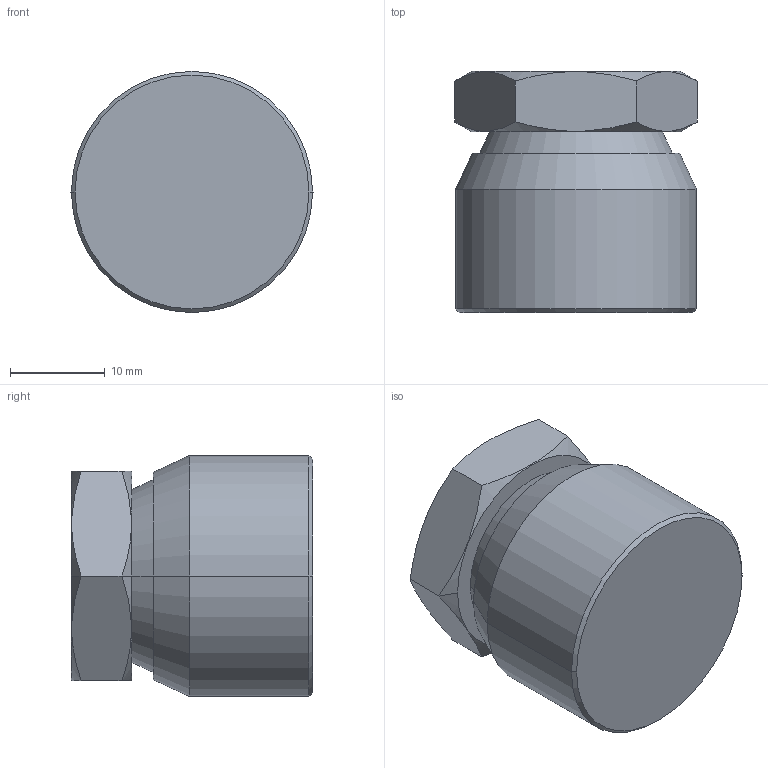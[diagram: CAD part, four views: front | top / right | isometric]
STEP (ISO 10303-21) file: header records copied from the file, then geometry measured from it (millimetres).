
FILE_DESCRIPTION((''),'2;1');
FILE_NAME('ILC66066200','2005-06-28T',('KR'),(''),'PRO/ENGINEER BY PARAMETRIC TECHNOLOGY CORPORATION, 2004290','PRO/ENGINEER BY PARAMETRIC TECHNOLOGY CORPORATION, 2004290','');
FILE_SCHEMA(('AUTOMOTIVE_DESIGN_CC2 { 1 2 10303 214 -1 1 5 2 }'));
Length unit declared in the file: inch
Products named in the file (1): ILC66066200
Bounding box: 25.52 x 25.4 x 25.4 mm (x, y, z)
Volume: 9332.1 mm3; surface area: 3692.9 mm2
Topology: 1 solids, 1 shells, 26 faces, 56 edges, 33 vertices
Faces by surface type: cone 12, plane 10, cylinder 4
Entity records: 903 total; most frequent: CARTESIAN_POINT 233, DIRECTION 114, ORIENTED_EDGE 108, COLOUR_RGB 105, EDGE_CURVE 54, AXIS2_PLACEMENT_3D 46, VERTEX_POINT 33, EDGE_LOOP 29
